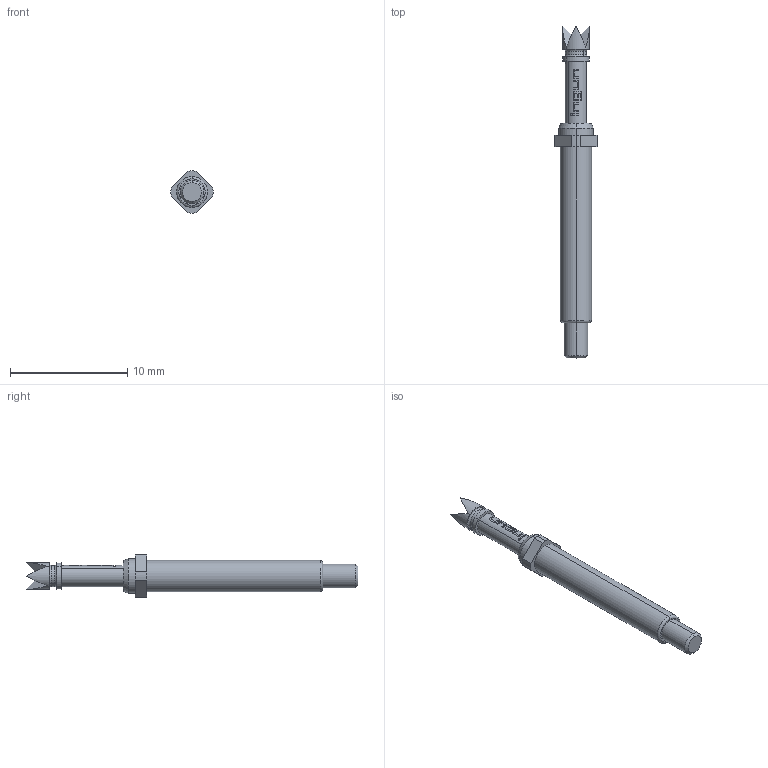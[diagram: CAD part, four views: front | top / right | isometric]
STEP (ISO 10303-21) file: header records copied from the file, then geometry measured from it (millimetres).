
FILE_DESCRIPTION (( 'STEP AP203' ), '1' );
FILE_NAME ('INGUN_BCP-120_314_230_A_xx02_M.STEP', '2024-04-04T14:42:38', ( '' ), ( '' ), 'SwSTEP 2.0', 'SolidWorks 2021', '' );
FILE_SCHEMA (( 'CONFIG_CONTROL_DESIGN' ));
Length unit declared in the file: millimetre
Products named in the file (1): INGUN_BCP-120_314_230_A_xx02_M
Bounding box: 3.59 x 28.3 x 3.6 mm (x, y, z)
Volume: 128.1 mm3; surface area: 233.6 mm2
Topology: 1 solids, 1 shells, 117 faces, 289 edges, 187 vertices
Faces by surface type: plane 60, cylinder 25, bspline 22, torus 6, cone 4
Entity records: 3818 total; most frequent: CARTESIAN_POINT 1138, ORIENTED_EDGE 578, DIRECTION 479, EDGE_CURVE 289, AXIS2_PLACEMENT_3D 188, VERTEX_POINT 187, EDGE_LOOP 130, FACE_OUTER_BOUND 117
